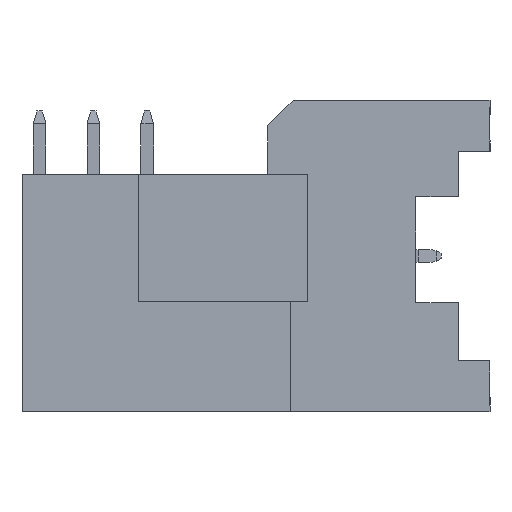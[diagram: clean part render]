
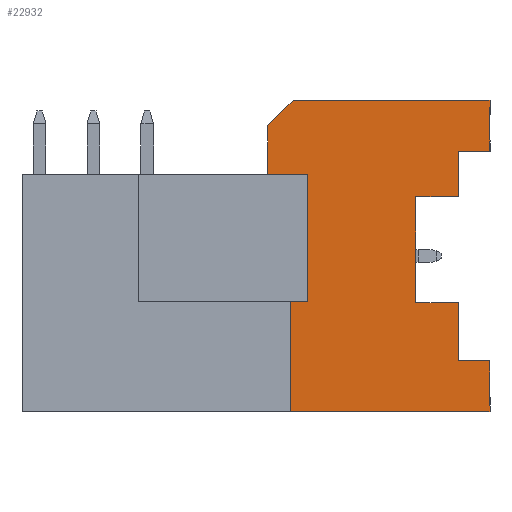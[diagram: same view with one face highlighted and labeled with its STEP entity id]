
A CAD part, left-side view. The second image highlights one B-rep face of the part: STEP entity #22932.
In plain terms, the highlighted planar face has unit normal (-1, 0, 0).
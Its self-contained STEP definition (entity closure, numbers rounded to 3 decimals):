
#1 = CARTESIAN_POINT ( 'NONE',  ( -43.7, -6.8, 2.8 ) ) ;
#9 = CARTESIAN_POINT ( 'NONE',  ( -43.7, -6.8, 4.95 ) ) ;
#256 = CARTESIAN_POINT ( 'NONE',  ( -43.7, -4.8, -2.2 ) ) ;
#291 = DIRECTION ( 'NONE',  ( 0., 1., 0. ) ) ;
#292 = VECTOR ( 'NONE', #291, 1000. ) ;
#293 = CARTESIAN_POINT ( 'NONE',  ( -43.7, -6.8, 2.8 ) ) ;
#294 = CARTESIAN_POINT ( 'NONE',  ( -43.7, -4.8, 2.8 ) ) ;
#297 = LINE ( 'NONE', #293, #292 ) ;
#583 = LINE ( 'NONE', #597, #37801 ) ;
#597 = CARTESIAN_POINT ( 'NONE',  ( -43.7, -8.3, 7.35 ) ) ;
#700 = CARTESIAN_POINT ( 'NONE',  ( -43.7, -8.3, 4.95 ) ) ;
#857 = LINE ( 'NONE', #879, #878 ) ;
#858 = LINE ( 'NONE', #870, #869 ) ;
#868 = DIRECTION ( 'NONE',  ( 0., -1., 0. ) ) ;
#869 = VECTOR ( 'NONE', #868, 1000. ) ;
#870 = CARTESIAN_POINT ( 'NONE',  ( -43.7, -4.8, -2.2 ) ) ;
#877 = DIRECTION ( 'NONE',  ( 0., 0., -1. ) ) ;
#878 = VECTOR ( 'NONE', #877, 1000. ) ;
#879 = CARTESIAN_POINT ( 'NONE',  ( -43.7, -4.8, 2.8 ) ) ;
#977 = DIRECTION ( 'NONE',  ( 0., 0., 1. ) ) ;
#978 = VECTOR ( 'NONE', #977, 1000. ) ;
#979 = CARTESIAN_POINT ( 'NONE',  ( -43.7, 1.1, -20.207 ) ) ;
#1005 = CARTESIAN_POINT ( 'NONE',  ( -43.7, -8.3, 7.35 ) ) ;
#1010 = DIRECTION ( 'NONE',  ( 0., -0.707, 0.707 ) ) ;
#1011 = VECTOR ( 'NONE', #1010, 1000. ) ;
#1012 = CARTESIAN_POINT ( 'NONE',  ( -43.7, 2.2, 6.15 ) ) ;
#1013 = LINE ( 'NONE', #1012, #1011 ) ;
#1014 = CARTESIAN_POINT ( 'NONE',  ( -43.7, 2.2, 6.15 ) ) ;
#1015 = LINE ( 'NONE', #1014, #1072 ) ;
#1016 = CARTESIAN_POINT ( 'NONE',  ( -43.7, 2.2, 6.15 ) ) ;
#1023 = DIRECTION ( 'NONE',  ( 0., -1., 0. ) ) ;
#1033 = CARTESIAN_POINT ( 'NONE',  ( -43.7, -6.8, -4.95 ) ) ;
#1034 = LINE ( 'NONE', #1033, #1035 ) ;
#1035 = VECTOR ( 'NONE', #1023, 1000. ) ;
#1036 = LINE ( 'NONE', #979, #978 ) ;
#1044 = DIRECTION ( 'NONE',  ( 0., 1., 0. ) ) ;
#1045 = VECTOR ( 'NONE', #1044, 1000. ) ;
#1047 = CARTESIAN_POINT ( 'NONE',  ( -43.7, 1.1, -2.15 ) ) ;
#1049 = CARTESIAN_POINT ( 'NONE',  ( -43.7, -8.3, -2.15 ) ) ;
#1050 = LINE ( 'NONE', #1049, #1045 ) ;
#1064 = CARTESIAN_POINT ( 'NONE',  ( -43.7, 0.3, -2.15 ) ) ;
#1071 = DIRECTION ( 'NONE',  ( 0., 0., 1. ) ) ;
#1072 = VECTOR ( 'NONE', #1071, 1000. ) ;
#1073 = CARTESIAN_POINT ( 'NONE',  ( -43.7, -8.3, -4.95 ) ) ;
#1079 = DIRECTION ( 'NONE',  ( 0., 0., -1. ) ) ;
#1080 = VECTOR ( 'NONE', #1079, 1000. ) ;
#1081 = CARTESIAN_POINT ( 'NONE',  ( -43.7, 0.3, 7.35 ) ) ;
#1082 = LINE ( 'NONE', #1081, #1080 ) ;
#1165 = CARTESIAN_POINT ( 'NONE',  ( -43.7, 1., 7.35 ) ) ;
#1215 = CARTESIAN_POINT ( 'NONE',  ( -43.7, -8.3, 7.35 ) ) ;
#1216 = LINE ( 'NONE', #1215, #1274 ) ;
#1273 = DIRECTION ( 'NONE',  ( 0., 0., -1. ) ) ;
#1274 = VECTOR ( 'NONE', #1273, 1000. ) ;
#1313 = DIRECTION ( 'NONE',  ( 0., 1., 0. ) ) ;
#1314 = VECTOR ( 'NONE', #1313, 1000. ) ;
#1316 = CARTESIAN_POINT ( 'NONE',  ( -43.7, -8.3, 4.95 ) ) ;
#1317 = LINE ( 'NONE', #1316, #1314 ) ;
#1322 = PLANE ( 'NONE',  #1325 ) ;
#1325 = AXIS2_PLACEMENT_3D ( 'NONE', #1350, #1349, #1348 ) ;
#1327 = FACE_OUTER_BOUND ( 'NONE', #22858, .T. ) ;
#1338 = DIRECTION ( 'NONE',  ( 0., -1., 0. ) ) ;
#1339 = VECTOR ( 'NONE', #1338, 1000. ) ;
#1348 = DIRECTION ( 'NONE',  ( 0., 0., -1. ) ) ;
#1349 = DIRECTION ( 'NONE',  ( 1., 0., 0. ) ) ;
#1350 = CARTESIAN_POINT ( 'NONE',  ( -43.7, -8.3, 7.35 ) ) ;
#1351 = CARTESIAN_POINT ( 'NONE',  ( -43.7, -8.3, 7.35 ) ) ;
#1352 = LINE ( 'NONE', #1351, #1339 ) ;
#14689 = LINE ( 'NONE', #14739, #14738 ) ;
#14733 = CARTESIAN_POINT ( 'NONE',  ( -43.7, 0.3, 3.85 ) ) ;
#14737 = DIRECTION ( 'NONE',  ( 0., -1., 0. ) ) ;
#14738 = VECTOR ( 'NONE', #14737, 1000. ) ;
#14739 = CARTESIAN_POINT ( 'NONE',  ( -43.7, 13.8, 3.85 ) ) ;
#14792 = CARTESIAN_POINT ( 'NONE',  ( -43.7, 2.2, 3.85 ) ) ;
#19863 = VERTEX_POINT ( 'NONE', #36711 ) ;
#19895 = VERTEX_POINT ( 'NONE', #36769 ) ;
#19904 = EDGE_CURVE ( 'NONE', #19895, #19863, #36813, .T. ) ;
#21525 = EDGE_CURVE ( 'NONE', #21572, #21590, #38693, .T. ) ;
#21572 = VERTEX_POINT ( 'NONE', #38733 ) ;
#21577 = EDGE_CURVE ( 'NONE', #21666, #21657, #38761, .T. ) ;
#21590 = VERTEX_POINT ( 'NONE', #38762 ) ;
#21657 = VERTEX_POINT ( 'NONE', #1 ) ;
#21666 = VERTEX_POINT ( 'NONE', #9 ) ;
#21882 = VERTEX_POINT ( 'NONE', #256 ) ;
#21890 = EDGE_CURVE ( 'NONE', #21657, #21943, #297, .T. ) ;
#21943 = VERTEX_POINT ( 'NONE', #294 ) ;
#22349 = VERTEX_POINT ( 'NONE', #700 ) ;
#22442 = EDGE_CURVE ( 'NONE', #22552, #22349, #583, .T. ) ;
#22473 = EDGE_CURVE ( 'NONE', #21943, #21882, #857, .T. ) ;
#22475 = EDGE_CURVE ( 'NONE', #21882, #21572, #858, .T. ) ;
#22552 = VERTEX_POINT ( 'NONE', #1005 ) ;
#22582 = EDGE_CURVE ( 'NONE', #19895, #22643, #1036, .T. ) ;
#22590 = ORIENTED_EDGE ( 'NONE', *, *, #22602, .F. ) ;
#22600 = ORIENTED_EDGE ( 'NONE', *, *, #22828, .F. ) ;
#22602 = EDGE_CURVE ( 'NONE', #21590, #22623, #1034, .T. ) ;
#22610 = EDGE_CURVE ( 'NONE', #22613, #22799, #1013, .T. ) ;
#22613 = VERTEX_POINT ( 'NONE', #1016 ) ;
#22615 = ORIENTED_EDGE ( 'NONE', *, *, #29871, .T. ) ;
#22620 = EDGE_CURVE ( 'NONE', #29918, #22613, #1015, .T. ) ;
#22623 = VERTEX_POINT ( 'NONE', #1073 ) ;
#22625 = ORIENTED_EDGE ( 'NONE', *, *, #19904, .T. ) ;
#22629 = ORIENTED_EDGE ( 'NONE', *, *, #22638, .T. ) ;
#22631 = VERTEX_POINT ( 'NONE', #1064 ) ;
#22637 = ORIENTED_EDGE ( 'NONE', *, *, #22672, .T. ) ;
#22638 = EDGE_CURVE ( 'NONE', #22631, #22643, #1050, .T. ) ;
#22643 = VERTEX_POINT ( 'NONE', #1047 ) ;
#22659 = ORIENTED_EDGE ( 'NONE', *, *, #22933, .F. ) ;
#22672 = EDGE_CURVE ( 'NONE', #29880, #22631, #1082, .T. ) ;
#22675 = ORIENTED_EDGE ( 'NONE', *, *, #22582, .F. ) ;
#22688 = ORIENTED_EDGE ( 'NONE', *, *, #22475, .F. ) ;
#22701 = ORIENTED_EDGE ( 'NONE', *, *, #22473, .F. ) ;
#22705 = ORIENTED_EDGE ( 'NONE', *, *, #21890, .F. ) ;
#22798 = ORIENTED_EDGE ( 'NONE', *, *, #21577, .F. ) ;
#22799 = VERTEX_POINT ( 'NONE', #1165 ) ;
#22801 = ORIENTED_EDGE ( 'NONE', *, *, #22442, .F. ) ;
#22806 = ORIENTED_EDGE ( 'NONE', *, *, #22610, .F. ) ;
#22807 = ORIENTED_EDGE ( 'NONE', *, *, #22939, .F. ) ;
#22828 = EDGE_CURVE ( 'NONE', #22623, #19863, #1216, .T. ) ;
#22858 = EDGE_LOOP ( 'NONE', ( #22798, #22659, #22801, #22807, #22806, #22927, #22615, #22637, #22629, #22675, #22625, #22600, #22590, #22920, #22688, #22701, #22705 ) ) ;
#22920 = ORIENTED_EDGE ( 'NONE', *, *, #21525, .F. ) ;
#22927 = ORIENTED_EDGE ( 'NONE', *, *, #22620, .F. ) ;
#22932 = ADVANCED_FACE ( 'NONE', ( #1327 ), #1322, .F. ) ;
#22933 = EDGE_CURVE ( 'NONE', #22349, #21666, #1317, .T. ) ;
#22939 = EDGE_CURVE ( 'NONE', #22799, #22552, #1352, .T. ) ;
#29871 = EDGE_CURVE ( 'NONE', #29918, #29880, #14689, .T. ) ;
#29880 = VERTEX_POINT ( 'NONE', #14733 ) ;
#29918 = VERTEX_POINT ( 'NONE', #14792 ) ;
#36711 = CARTESIAN_POINT ( 'NONE',  ( -43.7, -8.3, -7.35 ) ) ;
#36769 = CARTESIAN_POINT ( 'NONE',  ( -43.7, 1.1, -7.35 ) ) ;
#36809 = DIRECTION ( 'NONE',  ( 0., -1., 0. ) ) ;
#36810 = VECTOR ( 'NONE', #36809, 1000. ) ;
#36811 = CARTESIAN_POINT ( 'NONE',  ( -43.7, -8.3, -7.35 ) ) ;
#36813 = LINE ( 'NONE', #36811, #36810 ) ;
#37800 = DIRECTION ( 'NONE',  ( 0., 0., -1. ) ) ;
#37801 = VECTOR ( 'NONE', #37800, 1000. ) ;
#38686 = DIRECTION ( 'NONE',  ( 0., 0., -1. ) ) ;
#38687 = VECTOR ( 'NONE', #38686, 1000. ) ;
#38692 = CARTESIAN_POINT ( 'NONE',  ( -43.7, -6.8, -2.2 ) ) ;
#38693 = LINE ( 'NONE', #38692, #38687 ) ;
#38733 = CARTESIAN_POINT ( 'NONE',  ( -43.7, -6.8, -2.2 ) ) ;
#38758 = DIRECTION ( 'NONE',  ( 0., 0., -1. ) ) ;
#38759 = VECTOR ( 'NONE', #38758, 1000. ) ;
#38760 = CARTESIAN_POINT ( 'NONE',  ( -43.7, -6.8, 4.95 ) ) ;
#38761 = LINE ( 'NONE', #38760, #38759 ) ;
#38762 = CARTESIAN_POINT ( 'NONE',  ( -43.7, -6.8, -4.95 ) ) ;
